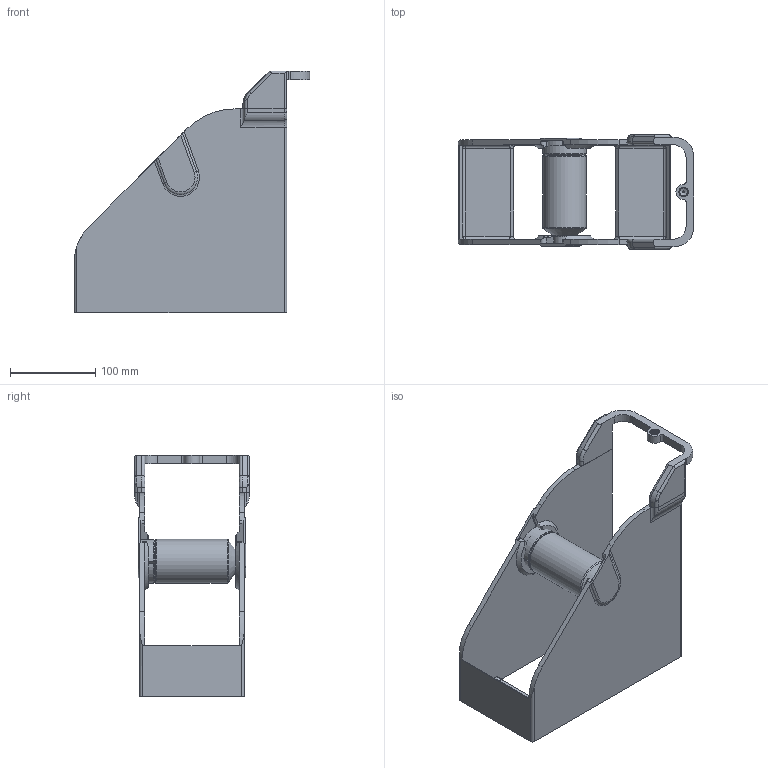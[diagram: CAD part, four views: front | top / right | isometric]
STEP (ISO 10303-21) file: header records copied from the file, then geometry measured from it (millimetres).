
FILE_DESCRIPTION(/* description */ (''),/* implementation_level */ '2;1');
FILE_NAME(/* name */ 'Tangled Spool Holder B4.step',/* time_stamp */ '2026-02-21T20:27:22-07:00',/* author */ (''),/* organization */ (''),/* preprocessor_version */ 'ST-DEVELOPER v20.1',/* originating_system */ 'Autodesk Translation Framework v14.24.0.0',/* authorisation */ '');
FILE_SCHEMA (('AUTOMOTIVE_DESIGN { 1 0 10303 214 3 1 1 }'));
Length unit declared in the file: millimetre
Products named in the file (4): 3kg Spool Holder Tangled (B); Spool Holder; Tubing Holder Angled; Axle
Assembly tree (3 placements, depth 2):
  3kg Spool Holder Tangled (B)
    Spool Holder
    Tubing Holder Angled
    Axle
Bounding box: 277 x 135 x 284.5 mm (x, y, z)
Volume: 948743.5 mm3; surface area: 306801.4 mm2
Topology: 3 solids, 3 shells, 240 faces, 651 edges, 419 vertices
Faces by surface type: cylinder 101, plane 91, torus 19, cone 19, bspline 6, sphere 4
Full cylindrical faces by diameter (mm): 2.4 x1, 9.435 x5, 10.547 x6, 18 x1, 25.6 x2, 51.6 x1
Entity records: 9998 total; most frequent: CARTESIAN_POINT 3806, ORIENTED_EDGE 1302, DIRECTION 1286, EDGE_CURVE 651, AXIS2_PLACEMENT_3D 468, VERTEX_POINT 419, LINE 350, VECTOR 350
